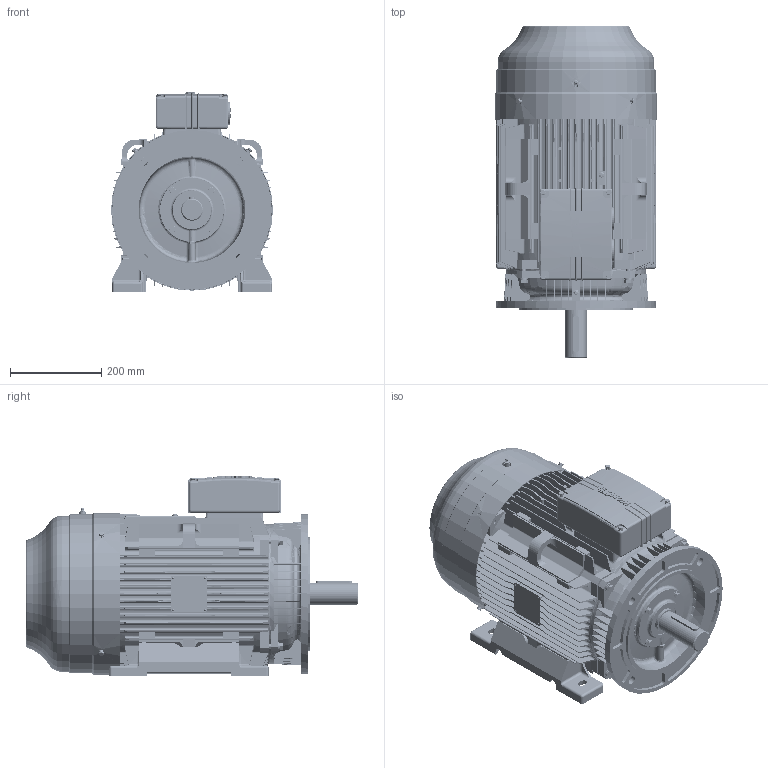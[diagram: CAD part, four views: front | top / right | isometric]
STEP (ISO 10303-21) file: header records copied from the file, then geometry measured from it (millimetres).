
FILE_DESCRIPTION((''),'2;1');
FILE_NAME('YB11WDLGWE180L-468-B5','2013-01-27T',('Administrator'),(''),'PRO/ENGINEER BY PARAMETRIC TECHNOLOGY CORPORATION, 2007370','PRO/ENGINEER BY PARAMETRIC TECHNOLOGY CORPORATION, 2007370','');
FILE_SCHEMA(('CONFIG_CONTROL_DESIGN'));
Length unit declared in the file: millimetre
Products named in the file (1): YB11WDLGWE180L-468-B5
Bounding box: 355 x 727.99 x 438 mm (x, y, z)
Surface area: 3486822.5 mm2 (no closed solid volume)
Topology: 0 solids, 104 shells, 9180 faces, 25042 edges, 16074 vertices
Faces by surface type: plane 3796, cylinder 3353, cone 729, bspline 593, torus 539, sphere 154, extrusion 16
Entity records: 359192 total; most frequent: CARTESIAN_POINT 134270, ORIENTED_EDGE 49702, DIRECTION 43447, EDGE_CURVE 24871, VERTEX_POINT 16074, AXIS2_PLACEMENT_3D 15751, VECTOR 11945, LINE 11929
